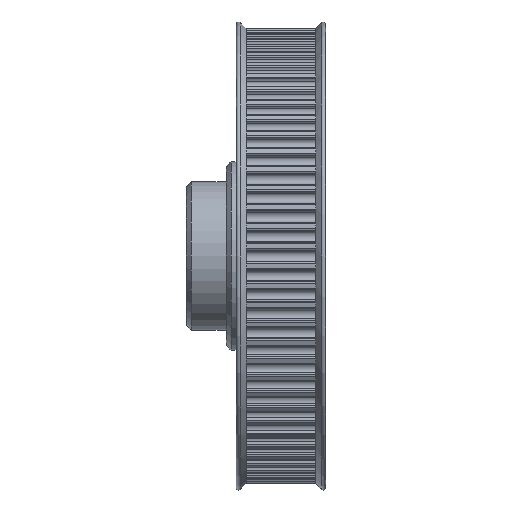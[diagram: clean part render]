
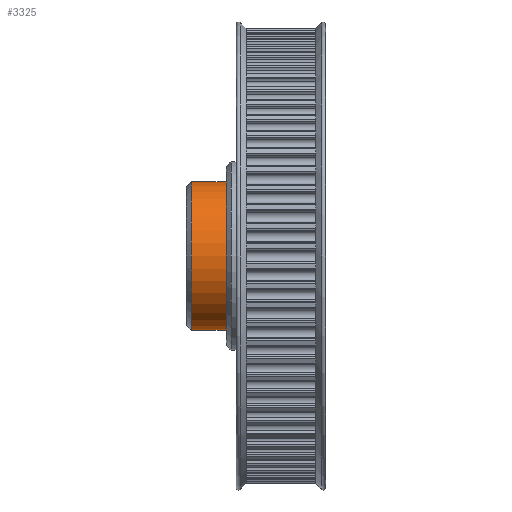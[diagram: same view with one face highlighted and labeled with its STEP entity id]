
A CAD part, left-side view. The second image highlights one B-rep face of the part: STEP entity #3325.
In plain terms, the highlighted cylindrical face has radius 7.5 mm (diameter 15 mm), a partial arc.
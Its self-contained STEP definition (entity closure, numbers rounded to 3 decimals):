
#12 = DIRECTION ( 'NONE',  ( 0., -1., 0. ) ) ;
#384 = CARTESIAN_POINT ( 'NONE',  ( 0., 9., 0. ) ) ;
#1002 = CIRCLE ( 'NONE', #12752, 7.5 ) ;
#3325 = ADVANCED_FACE ( 'NONE', ( #7512 ), #22915, .T. ) ;
#3388 = DIRECTION ( 'NONE',  ( 0., 0., 1. ) ) ;
#3986 = CARTESIAN_POINT ( 'NONE',  ( 0., 9.5, 0. ) ) ;
#4975 = CARTESIAN_POINT ( 'NONE',  ( 0., 5.5, 0. ) ) ;
#5588 = CARTESIAN_POINT ( 'NONE',  ( 0., 9.5, -7.5 ) ) ;
#6127 = ORIENTED_EDGE ( 'NONE', *, *, #15493, .F. ) ;
#6145 = VERTEX_POINT ( 'NONE', #22974 ) ;
#6464 = VERTEX_POINT ( 'NONE', #20800 ) ;
#7331 = VERTEX_POINT ( 'NONE', #23374 ) ;
#7512 = FACE_OUTER_BOUND ( 'NONE', #9396, .T. ) ;
#7689 = DIRECTION ( 'NONE',  ( 0., -1., 0. ) ) ;
#8126 = VERTEX_POINT ( 'NONE', #8836 ) ;
#8836 = CARTESIAN_POINT ( 'NONE',  ( 0., 9., 7.5 ) ) ;
#9396 = EDGE_LOOP ( 'NONE', ( #6127, #23156, #9698, #19551 ) ) ;
#9491 = LINE ( 'NONE', #5588, #23070 ) ;
#9698 = ORIENTED_EDGE ( 'NONE', *, *, #13038, .T. ) ;
#10066 = EDGE_CURVE ( 'NONE', #8126, #7331, #15932, .T. ) ;
#10257 = AXIS2_PLACEMENT_3D ( 'NONE', #3986, #13734, #13408 ) ;
#11283 = AXIS2_PLACEMENT_3D ( 'NONE', #384, #23643, #11977 ) ;
#11977 = DIRECTION ( 'NONE',  ( 0., 0., 1. ) ) ;
#12752 = AXIS2_PLACEMENT_3D ( 'NONE', #4975, #16590, #3388 ) ;
#13038 = EDGE_CURVE ( 'NONE', #7331, #6145, #9491, .T. ) ;
#13408 = DIRECTION ( 'NONE',  ( 0., 0., -1. ) ) ;
#13734 = DIRECTION ( 'NONE',  ( 0., -1., 0. ) ) ;
#14336 = EDGE_CURVE ( 'NONE', #6145, #6464, #1002, .T. ) ;
#15493 = EDGE_CURVE ( 'NONE', #8126, #6464, #17480, .T. ) ;
#15932 = CIRCLE ( 'NONE', #11283, 7.5 ) ;
#16577 = VECTOR ( 'NONE', #12, 1000. ) ;
#16590 = DIRECTION ( 'NONE',  ( 0., 1., 0. ) ) ;
#17480 = LINE ( 'NONE', #21139, #16577 ) ;
#19551 = ORIENTED_EDGE ( 'NONE', *, *, #14336, .T. ) ;
#20800 = CARTESIAN_POINT ( 'NONE',  ( 0., 5.5, 7.5 ) ) ;
#21139 = CARTESIAN_POINT ( 'NONE',  ( 0., 9.5, 7.5 ) ) ;
#22915 = CYLINDRICAL_SURFACE ( 'NONE', #10257, 7.5 ) ;
#22974 = CARTESIAN_POINT ( 'NONE',  ( 0., 5.5, -7.5 ) ) ;
#23070 = VECTOR ( 'NONE', #7689, 1000. ) ;
#23156 = ORIENTED_EDGE ( 'NONE', *, *, #10066, .T. ) ;
#23374 = CARTESIAN_POINT ( 'NONE',  ( 0., 9., -7.5 ) ) ;
#23643 = DIRECTION ( 'NONE',  ( 0., -1., 0. ) ) ;
